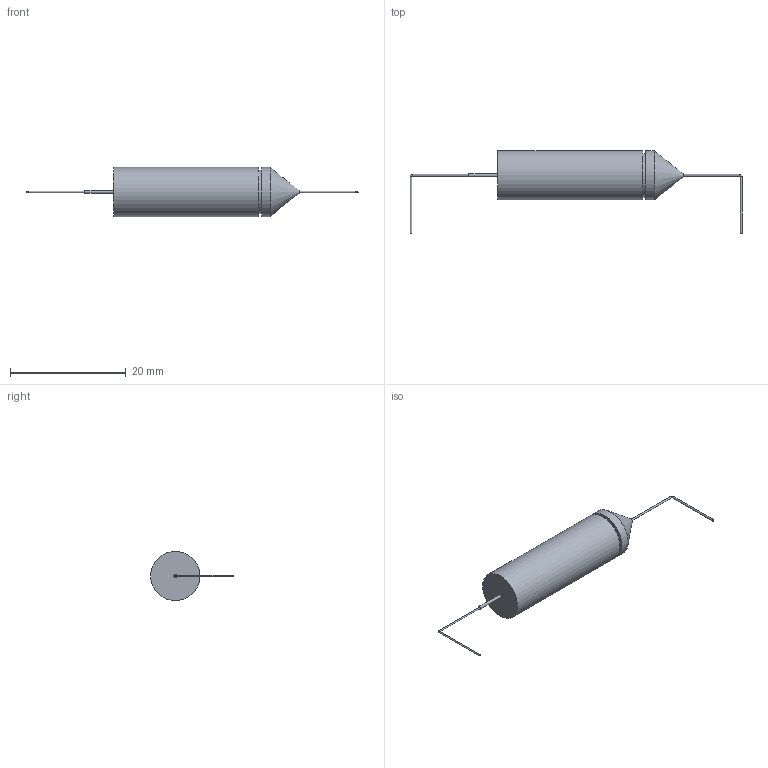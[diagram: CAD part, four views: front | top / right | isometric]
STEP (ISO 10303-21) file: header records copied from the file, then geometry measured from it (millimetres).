
FILE_DESCRIPTION(/* description */ (''),/* implementation_level */ '2;1');
FILE_NAME(/* name */ 'K50-29.stp',/* time_stamp */ '2023-12-14T22:52:51+02:00',/* author */ ('user'),/* organization */ (''),/* preprocessor_version */ 'ST-DEVELOPER v19.2',/* originating_system */ 'Autodesk Inventor 2024',/* authorisation */ '');
FILE_SCHEMA (('AUTOMOTIVE_DESIGN { 1 0 10303 214 3 1 1 }'));
Length unit declared in the file: millimetre
Products named in the file (1): K50-29
Bounding box: 57.3 x 14.25 x 8.5 mm (x, y, z)
Volume: 1630.1 mm3; surface area: 937.4 mm2
Topology: 1 solids, 1 shells, 18 faces, 32 edges, 21 vertices
Faces by surface type: cylinder 8, plane 7, torus 2, cone 1
Full cylindrical faces by diameter (mm): 0.3 x4, 0.5 x1, 7.5 x1, 8.5 x2
Entity records: 494 total; most frequent: DIRECTION 93, CARTESIAN_POINT 72, ORIENTED_EDGE 64, AXIS2_PLACEMENT_3D 42, EDGE_CURVE 32, EDGE_LOOP 23, CIRCLE 23, VERTEX_POINT 21
